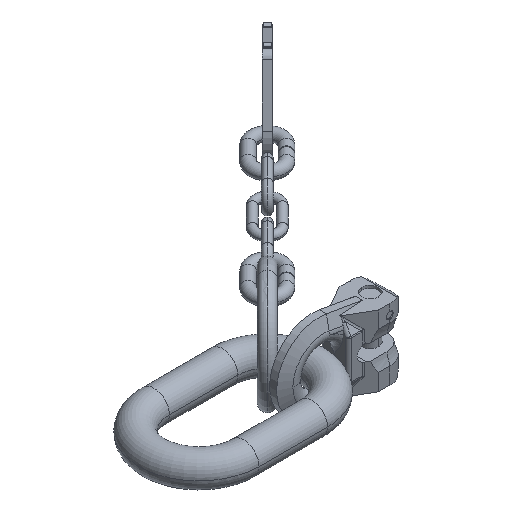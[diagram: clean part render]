
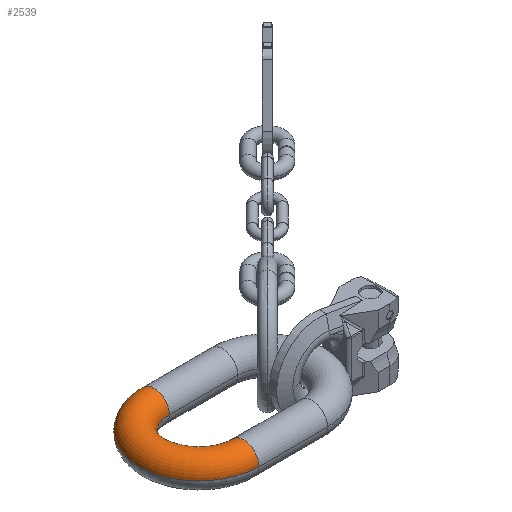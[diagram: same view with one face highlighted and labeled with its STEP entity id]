
A CAD part, isometric view. The second image highlights one B-rep face of the part: STEP entity #2539.
In plain terms, the highlighted toroidal (fillet/blend) face has major radius 19 mm and minor radius 6.5 mm.
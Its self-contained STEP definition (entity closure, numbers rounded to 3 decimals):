
#109=CARTESIAN_POINT('',(0.,12.5,0.));
#110=CARTESIAN_POINT('',(-0.623,12.5,0.));
#111=CARTESIAN_POINT('',(-1.87,12.407,0.));
#112=CARTESIAN_POINT('',(-3.698,11.989,0.));
#113=CARTESIAN_POINT('',(-5.444,11.304,0.));
#114=CARTESIAN_POINT('',(-7.068,10.367,0.));
#115=CARTESIAN_POINT('',(-8.534,9.197,0.));
#116=CARTESIAN_POINT('',(-9.809,7.823,0.));
#117=CARTESIAN_POINT('',(-10.866,6.273,0.));
#118=CARTESIAN_POINT('',(-11.679,4.584,0.));
#119=CARTESIAN_POINT('',(-12.232,2.792,0.));
#120=CARTESIAN_POINT('',(-12.512,0.938,0.));
#121=CARTESIAN_POINT('',(-12.512,-0.938,0.));
#122=CARTESIAN_POINT('',(-12.232,-2.792,0.));
#123=CARTESIAN_POINT('',(-11.679,-4.584,0.));
#124=CARTESIAN_POINT('',(-10.866,-6.273,0.));
#125=CARTESIAN_POINT('',(-9.809,-7.823,0.));
#126=CARTESIAN_POINT('',(-8.534,-9.197,0.));
#127=CARTESIAN_POINT('',(-7.068,-10.367,0.));
#128=CARTESIAN_POINT('',(-5.444,-11.304,0.));
#129=CARTESIAN_POINT('',(-3.698,-11.989,0.));
#130=CARTESIAN_POINT('',(-1.87,-12.407,0.));
#131=CARTESIAN_POINT('',(-0.623,-12.5,0.));
#132=CARTESIAN_POINT('',(0.,-12.5,0.));
#134=CARTESIAN_POINT('',(0.,19.,0.));
#135=DIRECTION('',(-1.,0.,0.));
#136=DIRECTION('',(0.,1.,0.));
#137=AXIS2_PLACEMENT_3D('',#134,#135,#136);
#139=CARTESIAN_POINT('',(0.,25.5,0.));
#140=CARTESIAN_POINT('',(-1.068,25.5,0.));
#141=CARTESIAN_POINT('',(-3.204,25.366,0.));
#142=CARTESIAN_POINT('',(-6.358,24.764,0.));
#143=CARTESIAN_POINT('',(-9.412,23.772,0.));
#144=CARTESIAN_POINT('',(-12.317,22.405,0.));
#145=CARTESIAN_POINT('',(-15.028,20.684,0.));
#146=CARTESIAN_POINT('',(-17.502,18.638,0.));
#147=CARTESIAN_POINT('',(-19.7,16.297,0.));
#148=CARTESIAN_POINT('',(-21.587,13.7,0.));
#149=CARTESIAN_POINT('',(-23.134,10.886,0.));
#150=CARTESIAN_POINT('',(-24.316,7.901,0.));
#151=CARTESIAN_POINT('',(-25.114,4.791,0.));
#152=CARTESIAN_POINT('',(-25.517,1.605,0.));
#153=CARTESIAN_POINT('',(-25.517,-1.605,0.));
#154=CARTESIAN_POINT('',(-25.114,-4.791,0.));
#155=CARTESIAN_POINT('',(-24.316,-7.901,0.));
#156=CARTESIAN_POINT('',(-23.134,-10.886,0.));
#157=CARTESIAN_POINT('',(-21.587,-13.7,0.));
#158=CARTESIAN_POINT('',(-19.7,-16.297,0.));
#159=CARTESIAN_POINT('',(-17.502,-18.638,0.));
#160=CARTESIAN_POINT('',(-15.028,-20.684,0.));
#161=CARTESIAN_POINT('',(-12.317,-22.405,0.));
#162=CARTESIAN_POINT('',(-9.412,-23.772,0.));
#163=CARTESIAN_POINT('',(-6.358,-24.764,0.));
#164=CARTESIAN_POINT('',(-3.204,-25.366,0.));
#165=CARTESIAN_POINT('',(-1.068,-25.5,0.));
#166=CARTESIAN_POINT('',(0.,-25.5,0.));
#1820=CARTESIAN_POINT('',(0.,-19.,0.));
#1821=DIRECTION('',(1.,0.,0.));
#1822=DIRECTION('',(0.,-1.,0.));
#1823=AXIS2_PLACEMENT_3D('',#1820,#1821,#1822);
#1833=CARTESIAN_POINT('',(0.,12.5,0.));
#1834=CARTESIAN_POINT('',(0.,25.5,0.));
#1835=VERTEX_POINT('',#1833);
#1836=VERTEX_POINT('',#1834);
#1837=CARTESIAN_POINT('',(0.,-12.5,0.));
#1838=CARTESIAN_POINT('',(0.,-25.5,0.));
#1839=VERTEX_POINT('',#1837);
#1840=VERTEX_POINT('',#1838);
#2526=CARTESIAN_POINT('',(0.,0.,0.));
#2527=DIRECTION('',(0.,0.,1.));
#2528=DIRECTION('',(0.,-1.,0.));
#2529=AXIS2_PLACEMENT_3D('',#2526,#2527,#2528);
#2530=TOROIDAL_SURFACE('',#2529,19.,6.5);
#2532=ORIENTED_EDGE('',*,*,#2531,.F.);
#2533=ORIENTED_EDGE('',*,*,#2521,.T.);
#2535=ORIENTED_EDGE('',*,*,#2534,.T.);
#2536=ORIENTED_EDGE('',*,*,#2518,.F.);
#2537=EDGE_LOOP('',(#2532,#2533,#2535,#2536));
#2538=FACE_OUTER_BOUND('',#2537,.F.);
#2539=ADVANCED_FACE('',(#2538),#2530,.T.);
#133=B_SPLINE_CURVE_WITH_KNOTS('',3,(#109,#110,#111,#112,#113,#114,#115,#116,
#117,#118,#119,#120,#121,#122,#123,#124,#125,#126,#127,#128,#129,#130,#131,
#132),.UNSPECIFIED.,.F.,.F.,(4,1,1,1,1,1,1,1,1,1,1,1,1,1,1,1,1,1,1,1,1,4),(0.,
0.048,0.095,0.143,0.19,
0.238,0.286,0.333,0.381,
0.429,0.476,0.524,0.571,
0.619,0.667,0.714,0.762,
0.81,0.857,0.905,0.952,1.),
.UNSPECIFIED.);
#138=CIRCLE('',#137,6.5);
#167=B_SPLINE_CURVE_WITH_KNOTS('',3,(#139,#140,#141,#142,#143,#144,#145,#146,
#147,#148,#149,#150,#151,#152,#153,#154,#155,#156,#157,#158,#159,#160,#161,#162,
#163,#164,#165,#166),.UNSPECIFIED.,.F.,.F.,(4,1,1,1,1,1,1,1,1,1,1,1,1,1,1,1,1,1,
1,1,1,1,1,1,1,4),(0.,0.04,0.08,0.12,0.16,0.2,0.24,0.28,0.32,
0.36,0.4,0.44,0.48,0.52,0.56,0.6,0.64,0.68,0.72,0.76,
0.8,0.84,0.88,0.92,0.96,1.),.UNSPECIFIED.);
#1824=CIRCLE('',#1823,6.5);
#2518=EDGE_CURVE('',#1835,#1839,#133,.T.);
#2521=EDGE_CURVE('',#1836,#1840,#167,.T.);
#2531=EDGE_CURVE('',#1836,#1835,#138,.T.);
#2534=EDGE_CURVE('',#1840,#1839,#1824,.T.);
